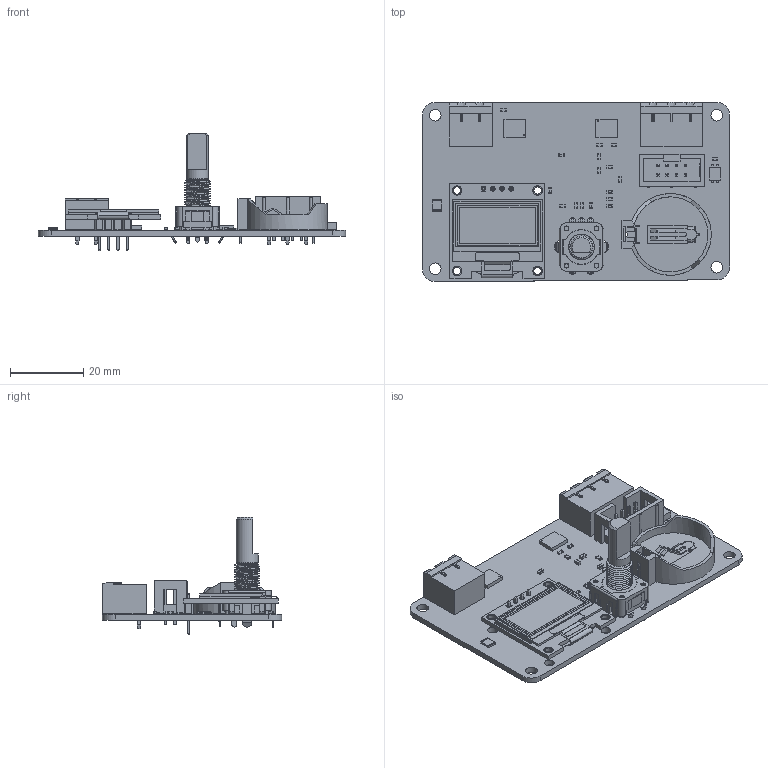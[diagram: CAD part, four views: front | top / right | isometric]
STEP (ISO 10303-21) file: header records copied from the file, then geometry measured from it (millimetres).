
FILE_DESCRIPTION(('KiCad electronic assembly'),'2;1');
FILE_NAME('Timer.step','2024-07-28T07:54:46',('Pcbnew'),('Kicad'), 'Open CASCADE STEP processor 7.8','KiCad to STEP converter','Unknown' );
FILE_SCHEMA(('AUTOMOTIVE_DESIGN { 1 0 10303 214 1 1 1 1 }'));
Length unit declared in the file: millimetre
Products named in the file (24): Timer 1; R_0603_1608Metric; C_0603_1608Metric; BS-7; SON8_SI7135DP-T1-GE3_VIS; part; TBP01R1-508-03BE; CUI_DEVICES_TBP01R1-508-03BK; R_1210_3225Metric; TBP01R1-508-02BE; CUI_DEVICES_TBP01R1-508-02BK; SKTHACE010; ASSEMBLY; IDC-Header_2x04_P2.54mm_Vertical; IDC_Header_2x04_P254mm_Vertical; PEC11R-4020F-S0012; PEC11R-4220F-S0024; OLED_096; DM-OLED096-636; Timer_PCB
Assembly tree (39 placements, depth 3):
  Timer 1
    R_0603_1608Metric  x9
      R_0603_1608Metric
    C_0603_1608Metric  x8
      C_0603_1608Metric
    BS-7
      BS-7
    SON8_SI7135DP-T1-GE3_VIS  x2
      part
    TBP01R1-508-03BE
      CUI_DEVICES_TBP01R1-508-03BK
    R_1210_3225Metric
      R_1210_3225Metric
    TBP01R1-508-02BE
      CUI_DEVICES_TBP01R1-508-02BK
    SKTHACE010
      ASSEMBLY
    IDC-Header_2x04_P2.54mm_Vertical
      IDC_Header_2x04_P254mm_Vertical
    PEC11R-4020F-S0012
      PEC11R-4220F-S0024
    OLED_096
      DM-OLED096-636
    Timer_PCB
Bounding box: 84 x 49 x 32.04 mm (x, y, z)
Volume: 12628.5 mm3; surface area: 21511.7 mm2
Topology: 95 solids, 98 shells, 2287 faces, 5682 edges, 3652 vertices
Faces by surface type: plane 1694, cylinder 536, bspline 28, torus 17, cone 12
Full cylindrical faces by diameter (mm): 0.3 x2, 1 x18, 1.1 x5, 1.5 x2, 1.7 x5, 2.7 x4, 3.2 x4, 3.441 x2, 6 x1
Entity records: 62584 total; most frequent: CARTESIAN_POINT 13896, ORIENTED_EDGE 9194, DIRECTION 8914, EDGE_CURVE 4597, LINE 3672, VECTOR 3672, VERTEX_POINT 2946, AXIS2_PLACEMENT_3D 2621
